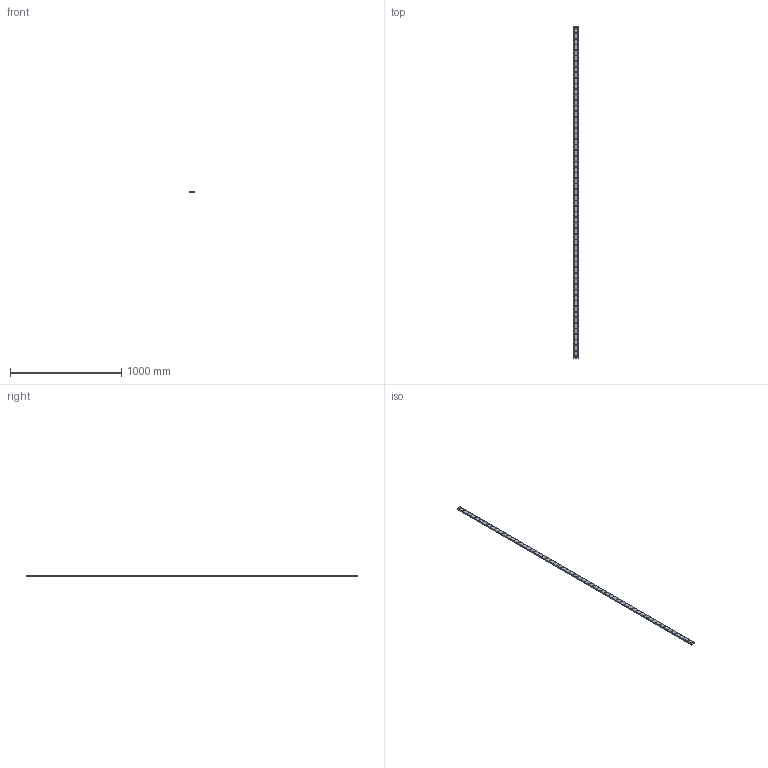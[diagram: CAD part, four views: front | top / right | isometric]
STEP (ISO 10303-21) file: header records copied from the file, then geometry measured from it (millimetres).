
FILE_DESCRIPTION(('STEP AP214'),'1');
FILE_NAME('cctmp_6F35AA1C-7D1F-41C7-B430-ED046F4E5F9D_2021_03_03_11_16_29_0730..stp','2021-03-03T10:16:30',('HIWIN GmbH'),('CADClick - www.CADClick.com'),'Spatial InterOp 3D',' ','unknown authorization');
FILE_SCHEMA(('AUTOMOTIVE_DESIGN'));
Length unit declared in the file: millimetre
Products named in the file (1): WER21R2980H_FILE
Bounding box: 37 x 2980 x 11 mm (x, y, z)
Volume: 1104093.2 mm3; surface area: 322638.2 mm2
Topology: 1 solids, 1 shells, 1183 faces, 2451 edges, 1634 vertices
Faces by surface type: cylinder 738, plane 445
Entity records: 41589 total; most frequent: DIRECTION 6295, CARTESIAN_POINT 5269, ORIENTED_EDGE 4902, AXIS2_PLACEMENT_3D 2660, EDGE_CURVE 2451, VERTEX_POINT 1634, EDGE_LOOP 1547, CIRCLE 1476
